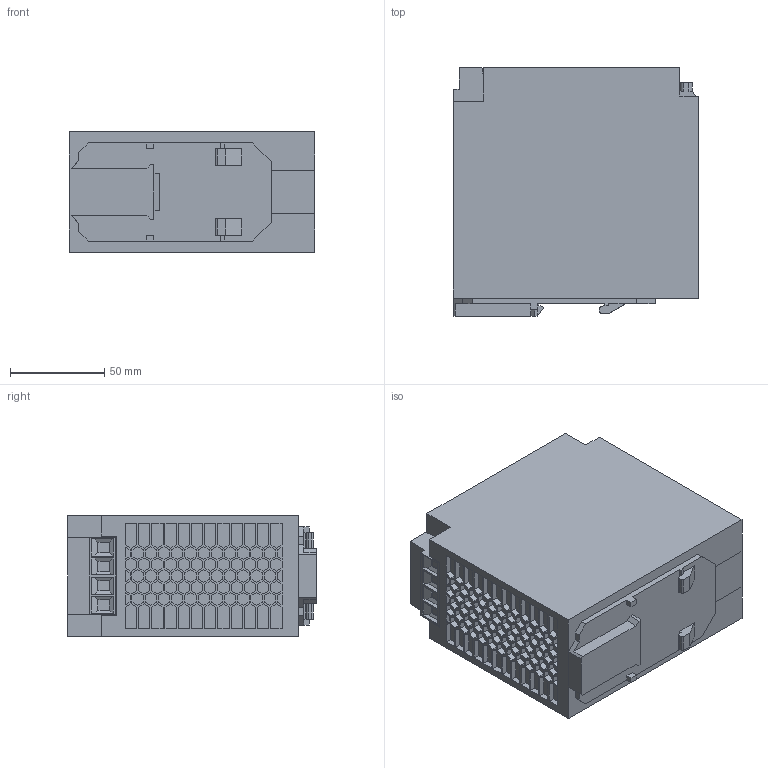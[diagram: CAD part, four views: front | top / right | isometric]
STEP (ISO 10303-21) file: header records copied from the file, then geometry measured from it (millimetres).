
FILE_DESCRIPTION(('SolidDesigner STEP Export'),'2;1');
FILE_NAME('2320393_QUINT_BUFFER_24DC_24DC_40-select.stp','2011-03-08T11:44:06',(''),(''),'CoCreate Modeling STEP processor for AP214 (Solid Model)','CoCreate Modeling 16.00A 16-Aug-2008 (C) Parametric Technology GmbH','');
FILE_SCHEMA(('AUTOMOTIVE_DESIGN { 1 0 10303 214 1 1 1 1 }'));
Length unit declared in the file: millimetre
Products named in the file (2): 2320393_QUINT_BUFFER_24DC_24DC_40-select
Assembly tree (1 placements, depth 2):
  2320393_QUINT_BUFFER_24DC_24DC_40-select
    2320393_QUINT_BUFFER_24DC_24DC_40-select
Bounding box: 130 x 131.6 x 64 mm (x, y, z)
Volume: 997561.1 mm3; surface area: 81973.2 mm2
Topology: 1 solids, 1 shells, 1387 faces, 3554 edges, 2362 vertices
Faces by surface type: plane 1359, cylinder 28
Entity records: 42456 total; most frequent: CARTESIAN_POINT 7245, ORIENTED_EDGE 7108, DIRECTION 6287, EDGE_CURVE 3554, VECTOR 3479, LINE 3479, VERTEX_POINT 2362, EDGE_LOOP 1580
